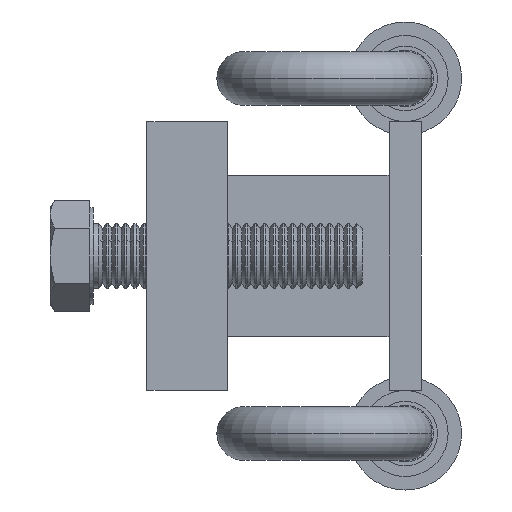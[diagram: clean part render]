
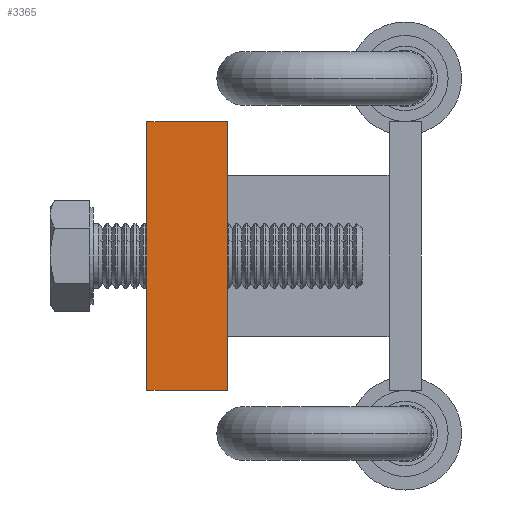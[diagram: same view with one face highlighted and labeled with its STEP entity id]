
A CAD part, left-side view. The second image highlights one B-rep face of the part: STEP entity #3365.
In plain terms, the highlighted face is planar.
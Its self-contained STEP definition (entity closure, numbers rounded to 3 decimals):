
#147 = EDGE_CURVE ( 'NONE', #18791, #20656, #204, .T. ) ;
#204 = LINE ( 'NONE', #6086, #4628 ) ;
#627 = EDGE_LOOP ( 'NONE', ( #20973, #22667, #8012, #19509 ) ) ;
#803 = EDGE_CURVE ( 'NONE', #13730, #3689, #11497, .T. ) ;
#1025 = VECTOR ( 'NONE', #17910, 1000. ) ;
#1488 = CARTESIAN_POINT ( 'NONE',  ( 37.5, 7.5, 25. ) ) ;
#1842 = LINE ( 'NONE', #2161, #3797 ) ;
#1977 = DIRECTION ( 'NONE',  ( 0., -1., 0. ) ) ;
#2161 = CARTESIAN_POINT ( 'NONE',  ( 37.5, 7.5, 25. ) ) ;
#3365 = ADVANCED_FACE ( 'NONE', ( #8641 ), #19316, .F. ) ;
#3689 = VERTEX_POINT ( 'NONE', #14644 ) ;
#3797 = VECTOR ( 'NONE', #12646, 1000. ) ;
#4628 = VECTOR ( 'NONE', #18328, 1000. ) ;
#6086 = CARTESIAN_POINT ( 'NONE',  ( 37.5, 7.5, -25. ) ) ;
#7216 = AXIS2_PLACEMENT_3D ( 'NONE', #1488, #10453, #22824 ) ;
#8012 = ORIENTED_EDGE ( 'NONE', *, *, #8912, .F. ) ;
#8641 = FACE_OUTER_BOUND ( 'NONE', #627, .T. ) ;
#8912 = EDGE_CURVE ( 'NONE', #13730, #18791, #1842, .T. ) ;
#9024 = CARTESIAN_POINT ( 'NONE',  ( 37.5, 7.5, 25. ) ) ;
#10453 = DIRECTION ( 'NONE',  ( -1., 0., 0. ) ) ;
#10962 = CARTESIAN_POINT ( 'NONE',  ( 37.5, -7.5, 25. ) ) ;
#11497 = LINE ( 'NONE', #9024, #21164 ) ;
#12646 = DIRECTION ( 'NONE',  ( 0., 0., -1. ) ) ;
#13730 = VERTEX_POINT ( 'NONE', #14388 ) ;
#14388 = CARTESIAN_POINT ( 'NONE',  ( 37.5, 7.5, 25. ) ) ;
#14644 = CARTESIAN_POINT ( 'NONE',  ( 37.5, -7.5, 25. ) ) ;
#14798 = CARTESIAN_POINT ( 'NONE',  ( 37.5, 7.5, -25. ) ) ;
#15894 = EDGE_CURVE ( 'NONE', #3689, #20656, #21730, .T. ) ;
#17910 = DIRECTION ( 'NONE',  ( 0., 0., -1. ) ) ;
#18328 = DIRECTION ( 'NONE',  ( 0., -1., 0. ) ) ;
#18791 = VERTEX_POINT ( 'NONE', #14798 ) ;
#19316 = PLANE ( 'NONE',  #7216 ) ;
#19509 = ORIENTED_EDGE ( 'NONE', *, *, #803, .T. ) ;
#20656 = VERTEX_POINT ( 'NONE', #22500 ) ;
#20973 = ORIENTED_EDGE ( 'NONE', *, *, #15894, .T. ) ;
#21164 = VECTOR ( 'NONE', #1977, 1000. ) ;
#21730 = LINE ( 'NONE', #10962, #1025 ) ;
#22500 = CARTESIAN_POINT ( 'NONE',  ( 37.5, -7.5, -25. ) ) ;
#22667 = ORIENTED_EDGE ( 'NONE', *, *, #147, .F. ) ;
#22824 = DIRECTION ( 'NONE',  ( 0., 0., 1. ) ) ;
